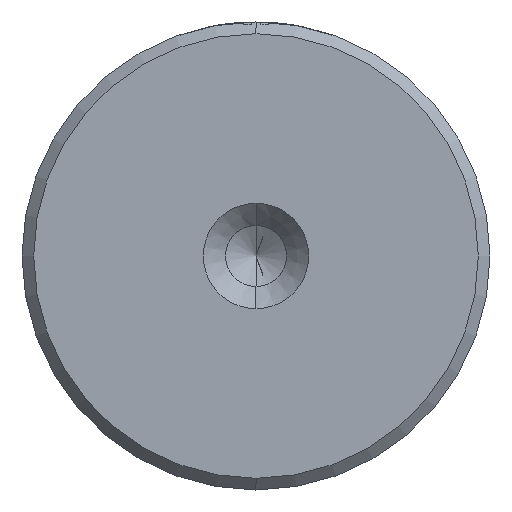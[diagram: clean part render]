
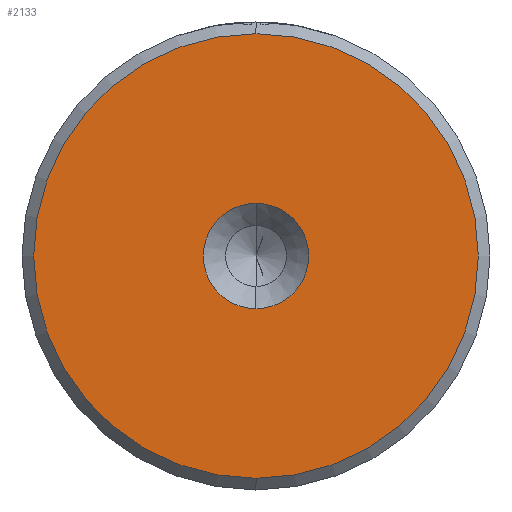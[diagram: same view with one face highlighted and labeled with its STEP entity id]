
A CAD part, left-side view. The second image highlights one B-rep face of the part: STEP entity #2133.
In plain terms, the highlighted planar face has unit normal (-1, 0, 0).
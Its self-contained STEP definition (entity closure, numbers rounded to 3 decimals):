
#66 = DIRECTION ( 'NONE',  ( 0., 0., 1. ) ) ;
#75 = VERTEX_POINT ( 'NONE', #256 ) ;
#191 = DIRECTION ( 'NONE',  ( 0., 0., 1. ) ) ;
#256 = CARTESIAN_POINT ( 'NONE',  ( 0., 0., -2.25 ) ) ;
#275 = DIRECTION ( 'NONE',  ( -1., 0., 0. ) ) ;
#352 = AXIS2_PLACEMENT_3D ( 'NONE', #926, #2226, #1107 ) ;
#410 = DIRECTION ( 'NONE',  ( -1., 0., 0. ) ) ;
#417 = CARTESIAN_POINT ( 'NONE',  ( 0., 0., 0. ) ) ;
#440 = CIRCLE ( 'NONE', #2206, 9.5 ) ;
#456 = CARTESIAN_POINT ( 'NONE',  ( 0., 0., 0. ) ) ;
#523 = DIRECTION ( 'NONE',  ( -1., 0., 0. ) ) ;
#524 = CARTESIAN_POINT ( 'NONE',  ( 0., 0., 9.5 ) ) ;
#537 = EDGE_CURVE ( 'NONE', #1547, #638, #440, .T. ) ;
#555 = AXIS2_PLACEMENT_3D ( 'NONE', #417, #410, #191 ) ;
#620 = EDGE_LOOP ( 'NONE', ( #1110, #1472 ) ) ;
#638 = VERTEX_POINT ( 'NONE', #524 ) ;
#650 = EDGE_CURVE ( 'NONE', #638, #1547, #2237, .T. ) ;
#702 = EDGE_CURVE ( 'NONE', #75, #1683, #2182, .T. ) ;
#730 = CARTESIAN_POINT ( 'NONE',  ( 0., 0., -9.5 ) ) ;
#926 = CARTESIAN_POINT ( 'NONE',  ( 0., 0., 0. ) ) ;
#1047 = PLANE ( 'NONE',  #1183 ) ;
#1107 = DIRECTION ( 'NONE',  ( 0., 0., 1. ) ) ;
#1110 = ORIENTED_EDGE ( 'NONE', *, *, #537, .T. ) ;
#1121 = DIRECTION ( 'NONE',  ( 0., 0., 1. ) ) ;
#1130 = DIRECTION ( 'NONE',  ( -1., 0., 0. ) ) ;
#1183 = AXIS2_PLACEMENT_3D ( 'NONE', #1228, #523, #1806 ) ;
#1228 = CARTESIAN_POINT ( 'NONE',  ( 0., 0., 0. ) ) ;
#1256 = ORIENTED_EDGE ( 'NONE', *, *, #702, .F. ) ;
#1279 = AXIS2_PLACEMENT_3D ( 'NONE', #1298, #1130, #1121 ) ;
#1298 = CARTESIAN_POINT ( 'NONE',  ( 0., 0., 0. ) ) ;
#1382 = EDGE_CURVE ( 'NONE', #1683, #75, #1942, .T. ) ;
#1472 = ORIENTED_EDGE ( 'NONE', *, *, #650, .T. ) ;
#1547 = VERTEX_POINT ( 'NONE', #730 ) ;
#1678 = ORIENTED_EDGE ( 'NONE', *, *, #1382, .F. ) ;
#1683 = VERTEX_POINT ( 'NONE', #1904 ) ;
#1806 = DIRECTION ( 'NONE',  ( 0., 0., 1. ) ) ;
#1822 = EDGE_LOOP ( 'NONE', ( #1678, #1256 ) ) ;
#1904 = CARTESIAN_POINT ( 'NONE',  ( 0., 0., 2.25 ) ) ;
#1940 = FACE_BOUND ( 'NONE', #1822, .T. ) ;
#1942 = CIRCLE ( 'NONE', #352, 2.25 ) ;
#2110 = FACE_OUTER_BOUND ( 'NONE', #620, .T. ) ;
#2133 = ADVANCED_FACE ( 'NONE', ( #2110, #1940 ), #1047, .T. ) ;
#2182 = CIRCLE ( 'NONE', #1279, 2.25 ) ;
#2206 = AXIS2_PLACEMENT_3D ( 'NONE', #456, #275, #66 ) ;
#2226 = DIRECTION ( 'NONE',  ( -1., 0., 0. ) ) ;
#2237 = CIRCLE ( 'NONE', #555, 9.5 ) ;
